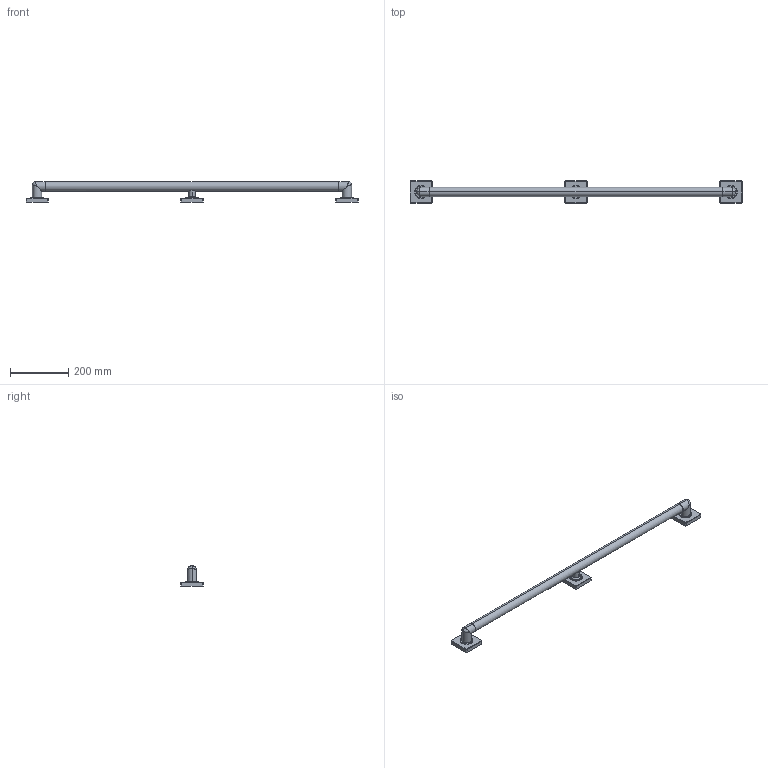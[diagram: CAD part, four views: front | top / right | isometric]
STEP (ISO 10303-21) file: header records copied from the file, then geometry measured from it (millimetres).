
FILE_DESCRIPTION((''),'2;1');
FILE_NAME('5266','2021-07-13T14:30:34',('jinson.thomas'),(''),'CREO PARAMETRIC BY PTC INC, 2018400','CREO PARAMETRIC BY PTC INC, 2018400','');
FILE_SCHEMA(('CONFIG_CONTROL_DESIGN'));
Length unit declared in the file: inch
Products named in the file (1): 5266
Bounding box: 1143 x 76.2 x 69.98 mm (x, y, z)
Volume: 1156667.7 mm3; surface area: 160059.2 mm2
Topology: 1 solids, 1 shells, 99 faces, 217 edges, 126 vertices
Faces by surface type: cylinder 42, plane 21, torus 18, cone 10, bspline 8
Entity records: 3643 total; most frequent: CARTESIAN_POINT 1426, DIRECTION 487, ORIENTED_EDGE 434, EDGE_CURVE 217, AXIS2_PLACEMENT_3D 199, VERTEX_POINT 126, CIRCLE 108, EDGE_LOOP 105
